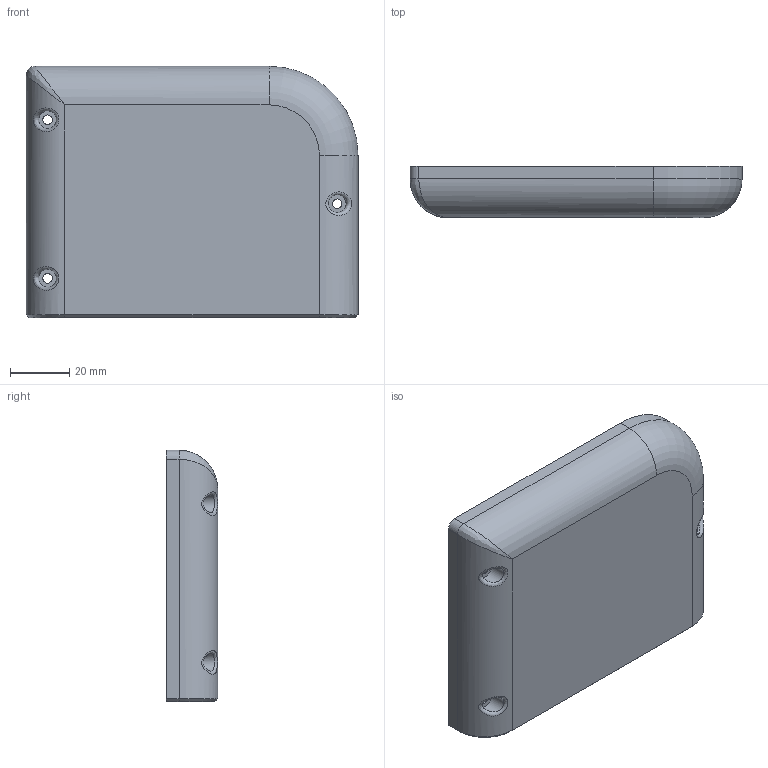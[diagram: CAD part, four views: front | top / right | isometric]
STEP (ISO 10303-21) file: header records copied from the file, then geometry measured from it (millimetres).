
FILE_DESCRIPTION(/* description */ (''),/* implementation_level */ '2;1');
FILE_NAME(/* name */ 'bot.step',/* time_stamp */ '2020-05-12T01:38:20-07:00',/* author */ (''),/* organization */ (''),/* preprocessor_version */ 'ST-DEVELOPER v18.1',/* originating_system */ 'Autodesk Translation Framework v9.2.0.1227',/* authorisation */ '');
FILE_SCHEMA (('AUTOMOTIVE_DESIGN { 1 0 10303 214 3 1 1 }'));
Length unit declared in the file: millimetre
Products named in the file (1): bot
Bounding box: 111.93 x 17.3 x 84.73 mm (x, y, z)
Volume: 138568.1 mm3; surface area: 24636.2 mm2
Topology: 1 solids, 1 shells, 40 faces, 95 edges, 59 vertices
Faces by surface type: plane 20, cylinder 13, bspline 4, cone 2, torus 1
Full cylindrical faces by diameter (mm): 3.2 x3, 6 x3
Entity records: 1692 total; most frequent: CARTESIAN_POINT 726, DIRECTION 192, ORIENTED_EDGE 188, EDGE_CURVE 94, AXIS2_PLACEMENT_3D 68, VERTEX_POINT 59, LINE 56, VECTOR 56
